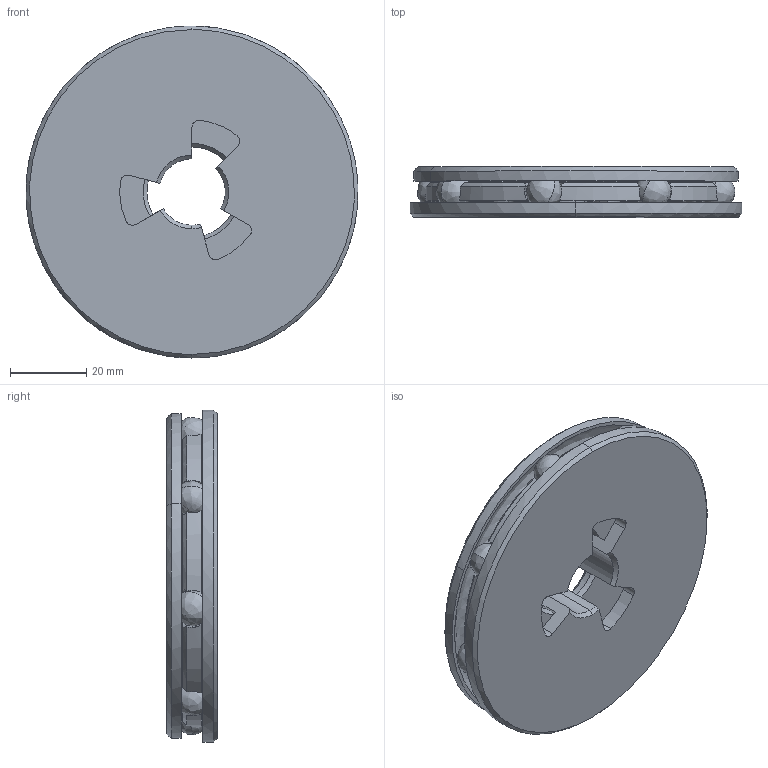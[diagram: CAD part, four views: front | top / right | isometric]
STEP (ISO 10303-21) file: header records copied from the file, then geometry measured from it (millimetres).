
FILE_DESCRIPTION(('FreeCAD Model'),'2;1');
FILE_NAME('Open CASCADE Shape Model','2025-05-02T19:01:20',('FreeCAD'),( 'FreeCAD'),'Open CASCADE STEP processor 7.6','FreeCAD','Unknown');
FILE_SCHEMA(('AUTOMOTIVE_DESIGN { 1 0 10303 214 1 1 1 1 }'));
Length unit declared in the file: millimetre
Products named in the file (1): Open CASCADE STEP translator 7.6 1
Bounding box: 87.11 x 13.27 x 87.18 mm (x, y, z)
Volume: 46327.8 mm3; surface area: 33363.3 mm2
Topology: 11 solids, 11 shells, 147 faces, 461 edges, 306 vertices
Faces by surface type: bspline 147
Entity records: 5825 total; most frequent: CARTESIAN_POINT 3517, ORIENTED_EDGE 858, EDGE_CURVE 429, VERTEX_POINT 306, B_SPLINE_CURVE_WITH_KNOTS 196, FACE_BOUND 155, EDGE_LOOP 155, ADVANCED_FACE 147
